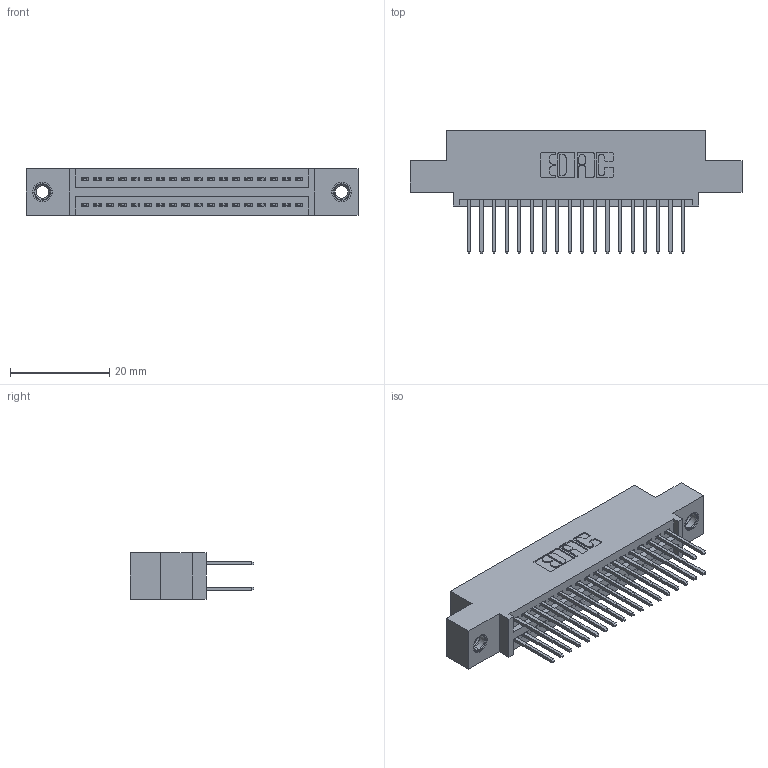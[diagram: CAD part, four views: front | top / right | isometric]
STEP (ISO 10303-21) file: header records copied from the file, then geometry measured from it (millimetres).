
FILE_DESCRIPTION (( 'STEP AP203' ), '1' );
FILE_NAME ('345-036-523-507.STEP', '2019-10-28T11:37:35', ( '' ), ( '' ), 'SwSTEP 2.0', 'SolidWorks 2016', '' );
FILE_SCHEMA (( 'CONFIG_CONTROL_DESIGN' ));
Length unit declared in the file: inch
Products named in the file (4): 345-250-001_345-250-005-103; 345-292-001_345-293-123; 345 Part_0.110 Offset - 0.156 Dia-TI; 345-036-523-507
Assembly tree (39 placements, depth 2):
  345-036-523-507
    345 Part_0.110 Offset - 0.156 Dia-TI
    345-292-001_345-293-123  x36
    345-250-001_345-250-005-103  x2
Bounding box: 66.93 x 24.82 x 9.4 mm (x, y, z)
Volume: 6265.7 mm3; surface area: 9248.6 mm2
Topology: 39 solids, 39 shells, 1990 faces, 5853 edges, 3846 vertices
Faces by surface type: plane 1304, cylinder 670, cone 12, torus 4
Entity records: 18690 total; most frequent: CARTESIAN_POINT 3139, ORIENTED_EDGE 3066, DIRECTION 2823, EDGE_CURVE 1533, VECTOR 1309, LINE 1309, VERTEX_POINT 1016, AXIS2_PLACEMENT_3D 757
